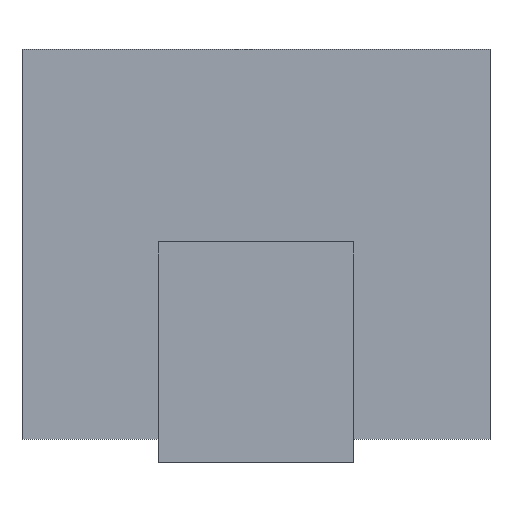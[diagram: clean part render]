
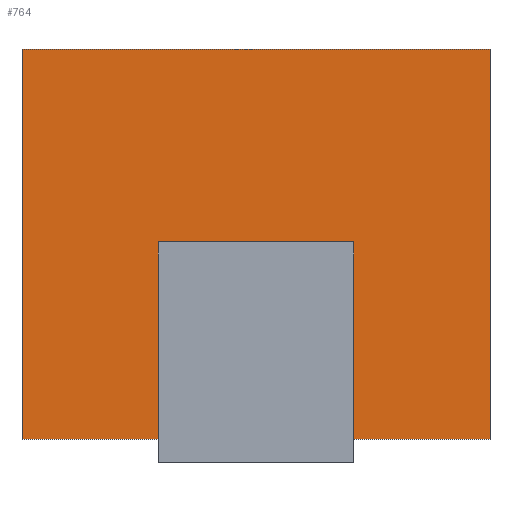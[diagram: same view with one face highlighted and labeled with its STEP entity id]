
A CAD part, front view. The second image highlights one B-rep face of the part: STEP entity #764.
In plain terms, the highlighted planar face has unit normal (0, -1, 0).
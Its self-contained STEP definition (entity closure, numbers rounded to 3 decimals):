
#652 = VERTEX_POINT('',#653);
#653 = CARTESIAN_POINT('',(-1.5,-2.,-1.2));
#659 = EDGE_CURVE('',#652,#660,#662,.T.);
#660 = VERTEX_POINT('',#661);
#661 = CARTESIAN_POINT('',(1.5,-2.,-1.2));
#662 = LINE('',#663,#664);
#663 = CARTESIAN_POINT('',(-1.5,-2.,-1.2));
#664 = VECTOR('',#665,1.);
#665 = DIRECTION('',(1.,0.,0.));
#690 = EDGE_CURVE('',#691,#652,#693,.T.);
#691 = VERTEX_POINT('',#692);
#692 = CARTESIAN_POINT('',(-1.5,-2.,1.3));
#693 = LINE('',#694,#695);
#694 = CARTESIAN_POINT('',(-1.5,-2.,0.));
#695 = VECTOR('',#696,1.);
#696 = DIRECTION('',(0.,0.,-1.));
#730 = VERTEX_POINT('',#731);
#731 = CARTESIAN_POINT('',(1.5,-2.,1.3));
#737 = EDGE_CURVE('',#730,#691,#738,.T.);
#738 = LINE('',#739,#740);
#739 = CARTESIAN_POINT('',(1.5,-2.,1.3));
#740 = VECTOR('',#741,1.);
#741 = DIRECTION('',(-1.,0.,0.));
#764 = ADVANCED_FACE('',(#765),#776,.T.);
#765 = FACE_BOUND('',#766,.T.);
#766 = EDGE_LOOP('',(#767,#768,#769,#775));
#767 = ORIENTED_EDGE('',*,*,#690,.T.);
#768 = ORIENTED_EDGE('',*,*,#659,.T.);
#769 = ORIENTED_EDGE('',*,*,#770,.F.);
#770 = EDGE_CURVE('',#730,#660,#771,.T.);
#771 = LINE('',#772,#773);
#772 = CARTESIAN_POINT('',(1.5,-2.,0.));
#773 = VECTOR('',#774,1.);
#774 = DIRECTION('',(0.,0.,-1.));
#775 = ORIENTED_EDGE('',*,*,#737,.T.);
#776 = PLANE('',#777);
#777 = AXIS2_PLACEMENT_3D('',#778,#779,#780);
#778 = CARTESIAN_POINT('',(0.,-2.,0.05));
#779 = DIRECTION('',(-0.,-1.,-0.));
#780 = DIRECTION('',(0.,0.,-1.));
